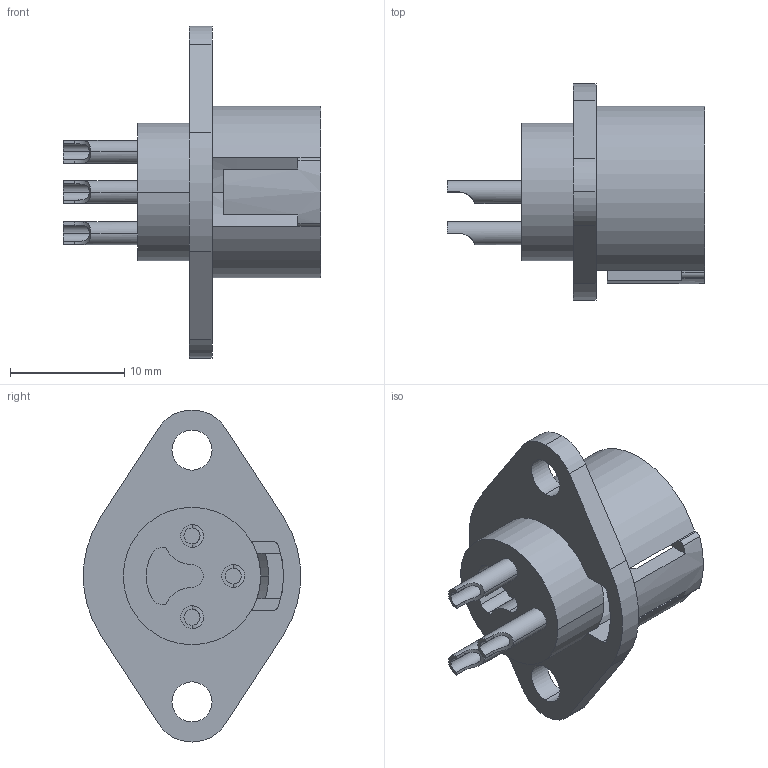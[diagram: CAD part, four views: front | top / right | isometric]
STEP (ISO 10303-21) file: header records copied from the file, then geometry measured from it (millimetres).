
FILE_DESCRIPTION(('CoCreate Modeling STEP Export'),'2;1');
FILE_NAME('RPC2-12RB-3P.stp','2013-09-18T10:56:57',(''),(''),'CoCreate Modeling STEP processor for AP214 (Solid Model)','CoCreate Modeling 17.0 01-Apr-2010 (C) Parametric Technology GmbH','');
FILE_SCHEMA(('AUTOMOTIVE_DESIGN { 1 0 10303 214 1 1 1 1 }'));
Length unit declared in the file: millimetre
Products named in the file (1): RPC2-12RB-3P
Bounding box: 22.5 x 18.94 x 29 mm (x, y, z)
Volume: 1661.3 mm3; surface area: 2134.7 mm2
Topology: 1 solids, 1 shells, 90 faces, 247 edges, 162 vertices
Faces by surface type: cylinder 45, plane 37, cone 6, torus 2
Entity records: 3991 total; most frequent: CARTESIAN_POINT 1837, ORIENTED_EDGE 494, DIRECTION 386, EDGE_CURVE 247, VERTEX_POINT 162, AXIS2_PLACEMENT_3D 134, VECTOR 118, LINE 118
